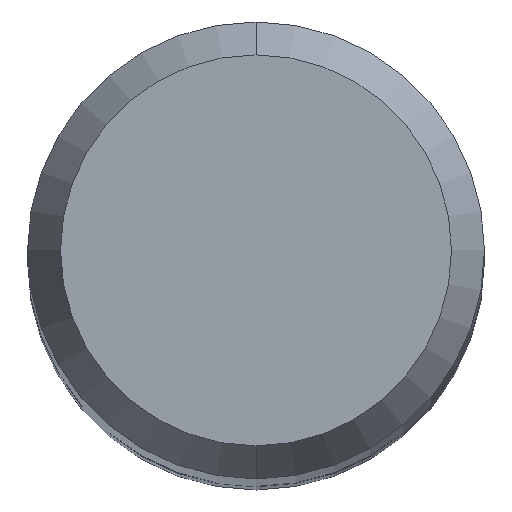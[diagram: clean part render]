
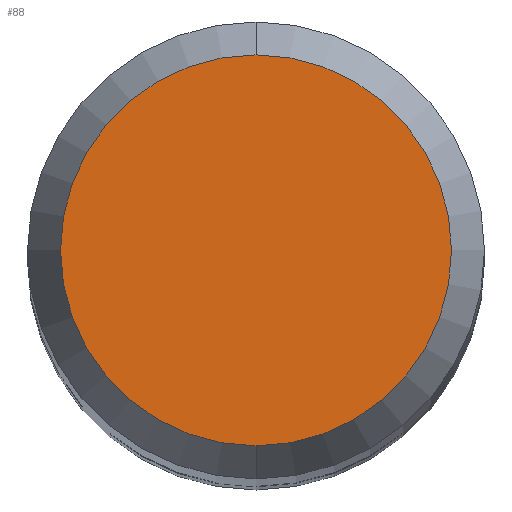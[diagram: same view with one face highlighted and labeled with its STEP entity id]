
A CAD part, top view. The second image highlights one B-rep face of the part: STEP entity #88.
In plain terms, the highlighted planar face has unit normal (0, 0, 1).
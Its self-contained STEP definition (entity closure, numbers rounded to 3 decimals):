
#88=ADVANCED_FACE('',(#212),#213,.T.);
#130=VERTEX_POINT('',#260);
#162=VERTEX_POINT('',#294);
#164=EDGE_CURVE('',#162,#130,#296,.T.);
#176=EDGE_CURVE('',#130,#162,#310,.T.);
#212=FACE_OUTER_BOUND('',#339,.T.);
#213=PLANE('',#340);
#260=CARTESIAN_POINT('',(0.,-1.358,0.01));
#294=CARTESIAN_POINT('',(0.0,1.358,0.01));
#296=CIRCLE('',#445,1.358);
#310=CIRCLE('',#463,1.358);
#339=EDGE_LOOP('',(#493,#494));
#340=AXIS2_PLACEMENT_3D('',#495,#496,#497);
#445=AXIS2_PLACEMENT_3D('',#585,#586,#587);
#463=AXIS2_PLACEMENT_3D('',#608,#609,#610);
#493=ORIENTED_EDGE('',*,*,#164,.F.);
#494=ORIENTED_EDGE('',*,*,#176,.F.);
#495=CARTESIAN_POINT('',(0.0,0.679,0.01));
#496=DIRECTION('',(-0.0,0.0,1.0));
#497=DIRECTION('',(0.0,-1.0,0.0));
#585=CARTESIAN_POINT('',(0.0,0.0,0.01));
#586=DIRECTION('',(0.0,0.0,-1.0));
#587=DIRECTION('',(0.0,1.0,0.0));
#608=CARTESIAN_POINT('',(0.0,0.0,0.01));
#609=DIRECTION('',(0.0,0.0,-1.0));
#610=DIRECTION('',(0.0,1.0,0.0));
